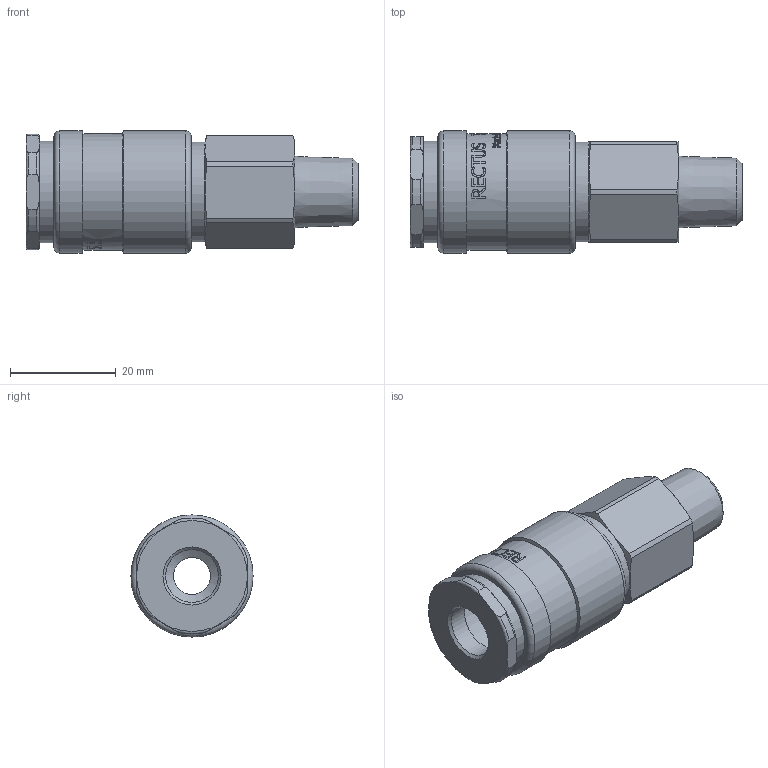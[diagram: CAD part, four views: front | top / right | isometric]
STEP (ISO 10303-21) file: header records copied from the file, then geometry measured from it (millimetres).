
FILE_DESCRIPTION((''),'2;1');
FILE_NAME('18KAAK13MPN.stp','2015-02-23T15:31:51',('KB393480'),(''),'Autodesk Inventor 2013','Autodesk Inventor 2013','');
FILE_SCHEMA(('AUTOMOTIVE_DESIGN { 1 0 10303 214 1 1 1 1 }'));
Length unit declared in the file: millimetre
Products named in the file (17): Assembly1; D113437; D113439; D113440; D113435; D113436; D113441; D113442; D113443; D113444; D113444_1; D113444_2; D113444_3; D113444_4; D113445; D113438; D113446
Assembly tree (16 placements, depth 2):
  Assembly1
    D113437
    D113439
    D113440
    D113435
    D113436
    D113441
    D113442
    D113443
    D113444
    D113444_1
    D113444_2
    D113444_3
    D113444_4
    D113445
    D113438
    D113446
Bounding box: 62.9 x 23.15 x 23.15 mm (x, y, z)
Volume: 6267 mm3; surface area: 8541.4 mm2
Topology: 3 solids, 3 shells, 568 faces, 1530 edges, 1011 vertices
Faces by surface type: bspline 249, plane 221, cylinder 67, cone 17, torus 14
Full cylindrical faces by diameter (mm): 7 x1, 10 x1, 14 x1, 17.626 x2, 18.95 x1, 19.2 x1, 19.35 x1, 19.5 x1, 20.471 x1, 22 x1, 23.15 x1, 23.151 x1
Entity records: 80886 total; most frequent: CARTESIAN_POINT 68416, ORIENTED_EDGE 2972, DIRECTION 1636, EDGE_CURVE 1486, VERTEX_POINT 996, B_SPLINE_CURVE_WITH_KNOTS 711, EDGE_LOOP 644, VECTOR 580
